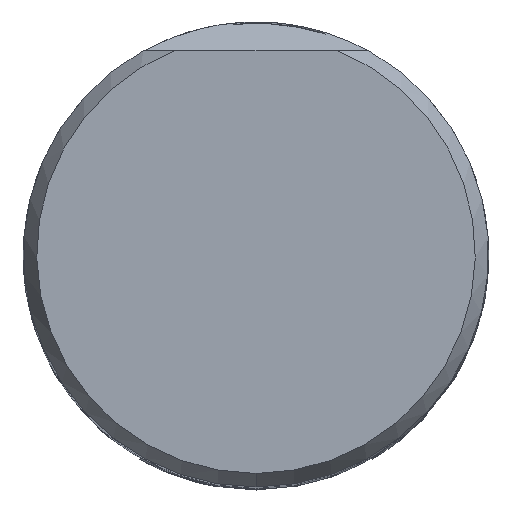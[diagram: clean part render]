
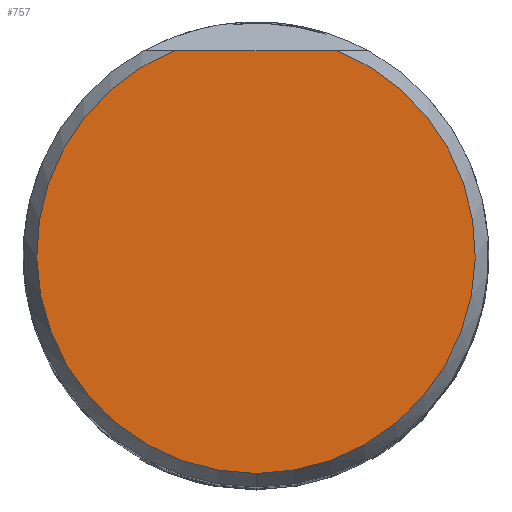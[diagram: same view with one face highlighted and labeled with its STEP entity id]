
A CAD part, top view. The second image highlights one B-rep face of the part: STEP entity #757.
In plain terms, the highlighted planar face has unit normal (0, 0, 1).
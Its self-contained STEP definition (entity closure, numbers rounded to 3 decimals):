
#757=ADVANCED_FACE('',(#2109),#2110,.T.);
#1075=EDGE_CURVE('',#1383,#1823,#2457,.T.);
#1383=VERTEX_POINT('',#2791);
#1495=VERTEX_POINT('',#2911);
#1823=VERTEX_POINT('',#3265);
#1867=EDGE_CURVE('',#1383,#1495,#3317,.T.);
#1931=EDGE_CURVE('',#1823,#1495,#3387,.T.);
#2109=FACE_OUTER_BOUND('',#3829,.T.);
#2110=PLANE('',#3830);
#2457=CIRCLE('',#6039,15.076);
#2791=CARTESIAN_POINT('',(5.594,14.0,0.0));
#2911=CARTESIAN_POINT('',(-5.594,14.0,0.0));
#3265=CARTESIAN_POINT('',(0.,-15.076,0.0));
#3317=LINE('',#12312,#12313);
#3387=CIRCLE('',#12981,15.076);
#3829=EDGE_LOOP('',(#13489,#13490,#13491));
#3830=AXIS2_PLACEMENT_3D('',#13492,#13493,#13494);
#6039=AXIS2_PLACEMENT_3D('',#13849,#13850,#13851);
#12312=CARTESIAN_POINT('',(-8.0,14.0,0.0));
#12313=VECTOR('',#14773,1.0);
#12981=AXIS2_PLACEMENT_3D('',#14890,#14891,#14892);
#13489=ORIENTED_EDGE('',*,*,#1867,.T.);
#13490=ORIENTED_EDGE('',*,*,#1931,.F.);
#13491=ORIENTED_EDGE('',*,*,#1075,.F.);
#13492=CARTESIAN_POINT('',(0.0,7.538,0.0));
#13493=DIRECTION('',(-0.0,0.0,1.0));
#13494=DIRECTION('',(0.0,-1.0,0.0));
#13849=CARTESIAN_POINT('',(0.0,0.0,0.0));
#13850=DIRECTION('',(0.0,0.0,-1.0));
#13851=DIRECTION('',(0.0,1.0,0.0));
#14773=DIRECTION('',(-1.0,0.0,0.0));
#14890=CARTESIAN_POINT('',(0.0,0.0,0.0));
#14891=DIRECTION('',(0.0,0.0,-1.0));
#14892=DIRECTION('',(0.0,1.0,0.0));
